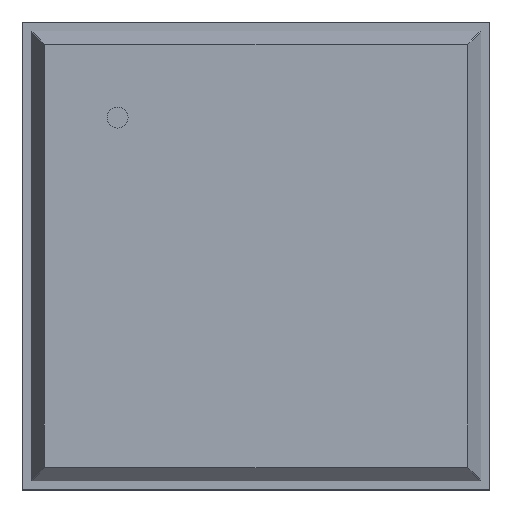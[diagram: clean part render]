
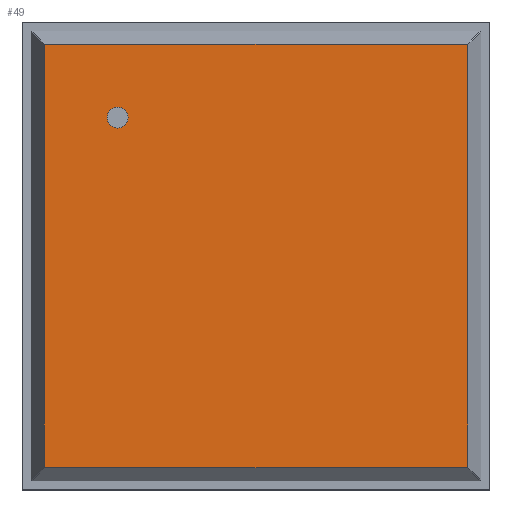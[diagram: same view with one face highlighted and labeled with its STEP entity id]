
A CAD part, top view. The second image highlights one B-rep face of the part: STEP entity #49.
In plain terms, the highlighted planar face has unit normal (0, 0, 1).
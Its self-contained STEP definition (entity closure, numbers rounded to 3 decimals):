
#13=DIRECTION('',(0.,0.,1.));
#27=DIRECTION('',(0.,-0.,-1.));
#28=DIRECTION('',(0.,-1.,0.));
#37=VERTEX_POINT('',#38);
#38=CARTESIAN_POINT('',(-6.624,6.124,2.46));
#44=EDGE_CURVE('',#37,#37,#45,.T.);
#45=CIRCLE('',#46,0.5);
#46=AXIS2_PLACEMENT_3D('',#47,#27,#28);
#47=CARTESIAN_POINT('',(-6.624,6.624,2.46));
#49=ADVANCED_FACE('',(#50,#107),#110,.T.);
#50=FACE_BOUND('',#51,.T.);
#51=EDGE_LOOP('',(#52,#61,#68,#75,#82,#89,#95,#102));
#52=ORIENTED_EDGE('',*,*,#53,.F.);
#53=EDGE_CURVE('',#54,#56,#58,.T.);
#54=VERTEX_POINT('',#55);
#55=CARTESIAN_POINT('',(-10.134,10.104,2.46));
#56=VERTEX_POINT('',#57);
#57=CARTESIAN_POINT('',(-10.104,10.134,2.46));
#58=LINE('',#55,#59);
#59=VECTOR('',#60,1.);
#60=DIRECTION('',(0.707,0.707,0.));
#61=ORIENTED_EDGE('',*,*,#62,.F.);
#62=EDGE_CURVE('',#63,#54,#65,.T.);
#63=VERTEX_POINT('',#64);
#64=CARTESIAN_POINT('',(-10.134,-10.104,2.46));
#65=LINE('',#64,#66);
#66=VECTOR('',#67,1.);
#67=DIRECTION('',(0.,1.,0.));
#68=ORIENTED_EDGE('',*,*,#69,.F.);
#69=EDGE_CURVE('',#70,#63,#72,.T.);
#70=VERTEX_POINT('',#71);
#71=CARTESIAN_POINT('',(-10.104,-10.134,2.46));
#72=LINE('',#71,#73);
#73=VECTOR('',#74,1.);
#74=DIRECTION('',(-0.707,0.707,0.));
#75=ORIENTED_EDGE('',*,*,#76,.F.);
#76=EDGE_CURVE('',#77,#70,#79,.T.);
#77=VERTEX_POINT('',#78);
#78=CARTESIAN_POINT('',(10.104,-10.134,2.46));
#79=LINE('',#78,#80);
#80=VECTOR('',#81,1.);
#81=DIRECTION('',(-1.,0.,0.));
#82=ORIENTED_EDGE('',*,*,#83,.F.);
#83=EDGE_CURVE('',#84,#77,#86,.T.);
#84=VERTEX_POINT('',#85);
#85=CARTESIAN_POINT('',(10.134,-10.104,2.46));
#86=LINE('',#85,#87);
#87=VECTOR('',#88,1.);
#88=DIRECTION('',(-0.707,-0.707,0.));
#89=ORIENTED_EDGE('',*,*,#90,.F.);
#90=EDGE_CURVE('',#91,#84,#93,.T.);
#91=VERTEX_POINT('',#92);
#92=CARTESIAN_POINT('',(10.134,10.104,2.46));
#93=LINE('',#92,#94);
#94=VECTOR('',#28,1.);
#95=ORIENTED_EDGE('',*,*,#96,.F.);
#96=EDGE_CURVE('',#97,#91,#99,.T.);
#97=VERTEX_POINT('',#98);
#98=CARTESIAN_POINT('',(10.104,10.134,2.46));
#99=LINE('',#98,#100);
#100=VECTOR('',#101,1.);
#101=DIRECTION('',(0.707,-0.707,0.));
#102=ORIENTED_EDGE('',*,*,#103,.F.);
#103=EDGE_CURVE('',#56,#97,#104,.T.);
#104=LINE('',#57,#105);
#105=VECTOR('',#106,1.);
#106=DIRECTION('',(1.,0.,0.));
#107=FACE_BOUND('',#108,.T.);
#108=EDGE_LOOP('',(#109));
#109=ORIENTED_EDGE('',*,*,#44,.T.);
#110=PLANE('',#111);
#111=AXIS2_PLACEMENT_3D('',#55,#13,#112);
#112=DIRECTION('',(0.708,-0.706,0.));
